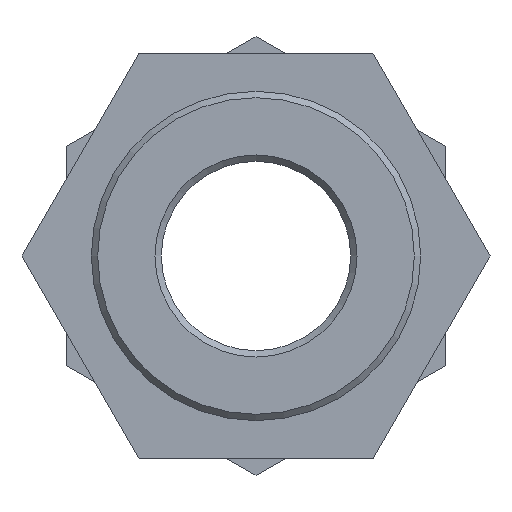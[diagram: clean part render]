
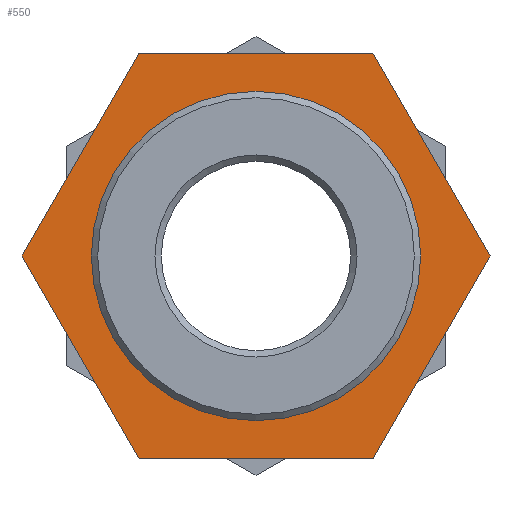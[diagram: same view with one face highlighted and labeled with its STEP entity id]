
A CAD part, front view. The second image highlights one B-rep face of the part: STEP entity #550.
In plain terms, the highlighted planar face has unit normal (0, -1, 0).
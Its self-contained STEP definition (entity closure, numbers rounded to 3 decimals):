
#47=LINE('',#771,#83);
#48=LINE('',#774,#84);
#49=LINE('',#776,#85);
#50=LINE('',#778,#86);
#51=LINE('',#780,#87);
#52=LINE('',#782,#88);
#83=VECTOR('',#659,1000.);
#84=VECTOR('',#660,1000.);
#85=VECTOR('',#661,1000.);
#86=VECTOR('',#662,1000.);
#87=VECTOR('',#663,1000.);
#88=VECTOR('',#664,1000.);
#104=PLANE('',#582);
#159=ORIENTED_EDGE('',*,*,#231,.T.);
#160=ORIENTED_EDGE('',*,*,#232,.T.);
#161=ORIENTED_EDGE('',*,*,#233,.T.);
#162=ORIENTED_EDGE('',*,*,#234,.T.);
#163=ORIENTED_EDGE('',*,*,#235,.T.);
#164=ORIENTED_EDGE('',*,*,#236,.T.);
#165=ORIENTED_EDGE('',*,*,#237,.T.);
#231=EDGE_CURVE('',#271,#271,#287,.F.);
#232=EDGE_CURVE('',#272,#273,#47,.T.);
#233=EDGE_CURVE('',#273,#274,#48,.T.);
#234=EDGE_CURVE('',#274,#275,#49,.T.);
#235=EDGE_CURVE('',#275,#276,#50,.T.);
#236=EDGE_CURVE('',#276,#277,#51,.T.);
#237=EDGE_CURVE('',#277,#272,#52,.T.);
#271=VERTEX_POINT('',#770);
#272=VERTEX_POINT('',#772);
#273=VERTEX_POINT('',#773);
#274=VERTEX_POINT('',#775);
#275=VERTEX_POINT('',#777);
#276=VERTEX_POINT('',#779);
#277=VERTEX_POINT('',#781);
#287=CIRCLE('',#583,13.);
#308=EDGE_LOOP('',(#159));
#309=EDGE_LOOP('',(#160,#161,#162,#163,#164,#165));
#344=FACE_BOUND('',#308,.T.);
#345=FACE_BOUND('',#309,.T.);
#550=ADVANCED_FACE('',(#344,#345),#104,.T.);
#582=AXIS2_PLACEMENT_3D('',#768,#655,#656);
#583=AXIS2_PLACEMENT_3D('',#769,#657,#658);
#655=DIRECTION('',(0.,-1.,0.));
#656=DIRECTION('',(0.,0.,-1.));
#657=DIRECTION('',(0.,-1.,0.));
#658=DIRECTION('',(0.,0.,-1.));
#659=DIRECTION('',(-0.5,0.,-0.866));
#660=DIRECTION('',(0.5,0.,-0.866));
#661=DIRECTION('',(1.,0.,0.));
#662=DIRECTION('',(0.5,0.,0.866));
#663=DIRECTION('',(-0.5,0.,0.866));
#664=DIRECTION('',(-1.,0.,0.));
#768=CARTESIAN_POINT('',(0.,-13.361,0.));
#769=CARTESIAN_POINT('',(0.,-13.361,0.));
#770=CARTESIAN_POINT('',(0.,-13.361,-13.));
#771=CARTESIAN_POINT('',(-9.238,-13.361,16.));
#772=CARTESIAN_POINT('',(-9.238,-13.361,16.));
#773=CARTESIAN_POINT('',(-18.475,-13.361,0.));
#774=CARTESIAN_POINT('',(-18.475,-13.361,0.));
#775=CARTESIAN_POINT('',(-9.238,-13.361,-16.));
#776=CARTESIAN_POINT('',(-9.238,-13.361,-16.));
#777=CARTESIAN_POINT('',(9.238,-13.361,-16.));
#778=CARTESIAN_POINT('',(9.238,-13.361,-16.));
#779=CARTESIAN_POINT('',(18.475,-13.361,0.));
#780=CARTESIAN_POINT('',(18.475,-13.361,0.));
#781=CARTESIAN_POINT('',(9.238,-13.361,16.));
#782=CARTESIAN_POINT('',(9.238,-13.361,16.));
